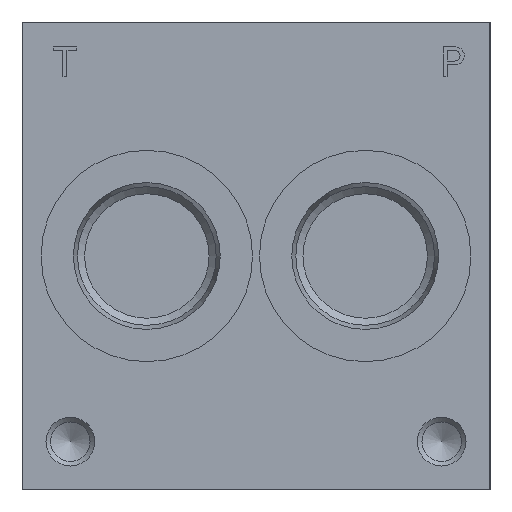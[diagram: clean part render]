
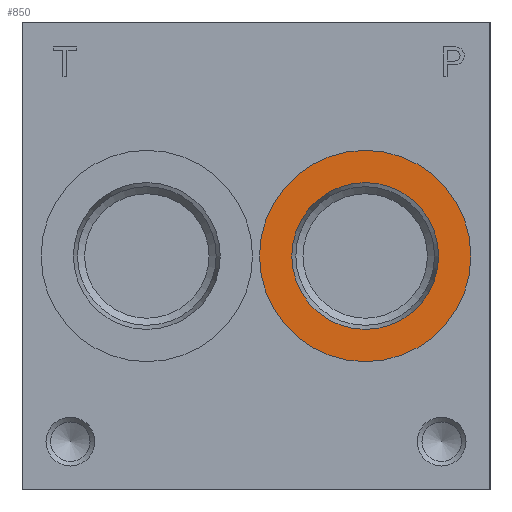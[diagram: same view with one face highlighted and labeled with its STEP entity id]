
A CAD part, left-side view. The second image highlights one B-rep face of the part: STEP entity #850.
In plain terms, the highlighted planar face has unit normal (-1, 0, 0).
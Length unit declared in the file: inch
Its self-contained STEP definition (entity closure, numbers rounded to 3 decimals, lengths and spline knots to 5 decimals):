
#850 = ADVANCED_FACE( '', ( #2417, #2418 ), #2419, .T. );
#2417 = FACE_BOUND( '', #5085, .T. );
#2418 = FACE_OUTER_BOUND( '', #5086, .T. );
#2419 = PLANE( '', #5087 );
#5085 = EDGE_LOOP( '', ( #7894 ) );
#5086 = EDGE_LOOP( '', ( #7895 ) );
#5087 = AXIS2_PLACEMENT_3D( '', #7896, #7897, #7898 );
#7894 = ORIENTED_EDGE( '', *, *, #13705, .T. );
#7895 = ORIENTED_EDGE( '', *, *, #13706, .F. );
#7896 = CARTESIAN_POINT( '', ( 0.031, 1.4775, 1.5 ) );
#7897 = DIRECTION( '', ( -1., 0., 0. ) );
#7898 = DIRECTION( '', ( 0., 0., 1. ) );
#13705 = EDGE_CURVE( '', #16052, #16052, #16053, .T. );
#13706 = EDGE_CURVE( '', #16054, #16054, #16055, .T. );
#16052 = VERTEX_POINT( '', #19394 );
#16053 = CIRCLE( '', #19395, 0.4705 );
#16054 = VERTEX_POINT( '', #19396 );
#16055 = CIRCLE( '', #19397, 0.6775 );
#19394 = CARTESIAN_POINT( '', ( 0.031, 0.8, 1.0295 ) );
#19395 = AXIS2_PLACEMENT_3D( '', #23619, #23620, #23621 );
#19396 = CARTESIAN_POINT( '', ( 0.031, 0.8, 0.8225 ) );
#19397 = AXIS2_PLACEMENT_3D( '', #23622, #23623, #23624 );
#23619 = CARTESIAN_POINT( '', ( 0.031, 0.8, 1.5 ) );
#23620 = DIRECTION( '', ( 1., 0., 0. ) );
#23621 = DIRECTION( '', ( 0., 0., -1. ) );
#23622 = CARTESIAN_POINT( '', ( 0.031, 0.8, 1.5 ) );
#23623 = DIRECTION( '', ( 1., 0., 0. ) );
#23624 = DIRECTION( '', ( 0., 0., -1. ) );
